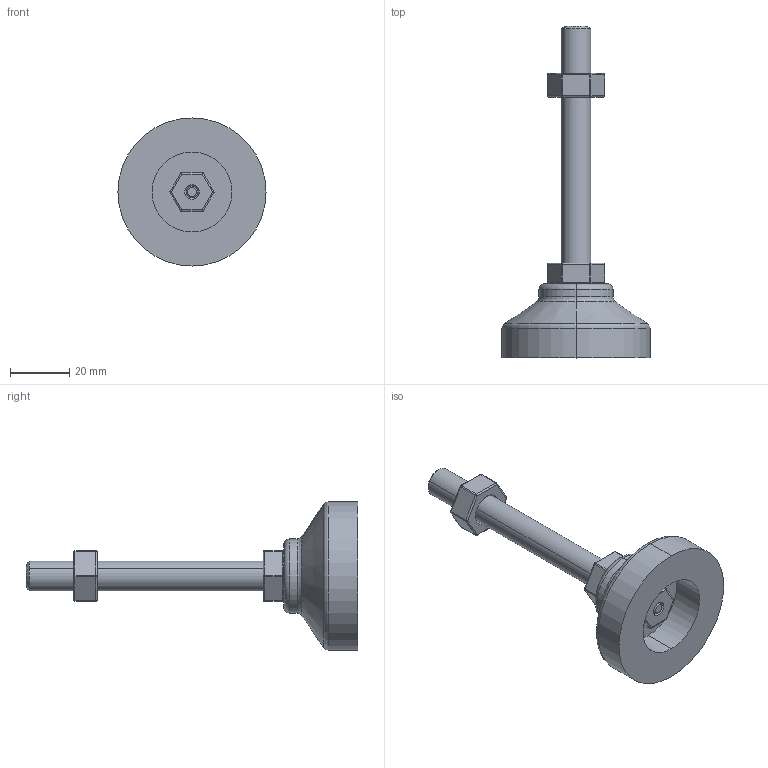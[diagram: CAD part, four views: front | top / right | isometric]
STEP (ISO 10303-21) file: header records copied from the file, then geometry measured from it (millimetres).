
FILE_DESCRIPTION (( 'STEP AP203' ), '1' );
FILE_NAME ('B688 Îïîðà ðåãóëèðóåìàÿ Ô50 Ì12õ80.step', '2025-11-25T06:33:45', ( '' ), ( '' ), 'SwSTEP 2.0', 'SolidWorks 2026', '' );
FILE_SCHEMA (( 'CONFIG_CONTROL_DESIGN' ));
Length unit declared in the file: millimetre
Products named in the file (5): Мал.гайка_00; Вал_00; Гайка_00; Опора_00; B688 Опора регулируемая Ф50 М12х80
Assembly tree (4 placements, depth 2):
  B688 Опора регулируемая Ф50 М12х80
    Опора_00
    Вал_00
    Гайка_00
    Мал.гайка_00
Bounding box: 50 x 112 x 50 mm (x, y, z)
Volume: 37881.3 mm3; surface area: 12583.9 mm2
Topology: 4 solids, 4 shells, 156 faces, 330 edges, 169 vertices
Faces by surface type: cylinder 70, sphere 37, plane 29, cone 14, torus 6
Entity records: 4421 total; most frequent: DIRECTION 796, CARTESIAN_POINT 626, ORIENTED_EDGE 608, AXIS2_PLACEMENT_3D 329, EDGE_CURVE 304, CIRCLE 166, EDGE_LOOP 165, VERTEX_POINT 159
